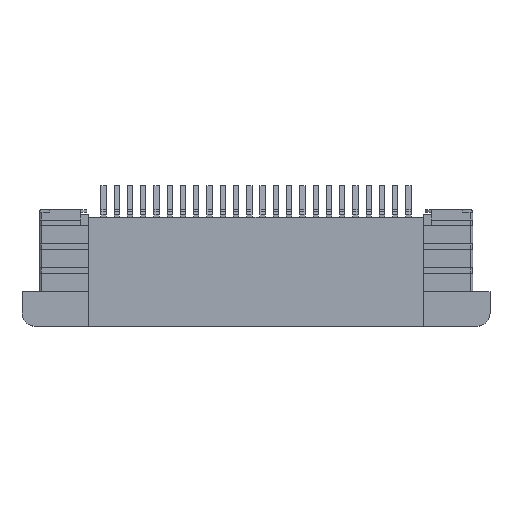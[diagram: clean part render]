
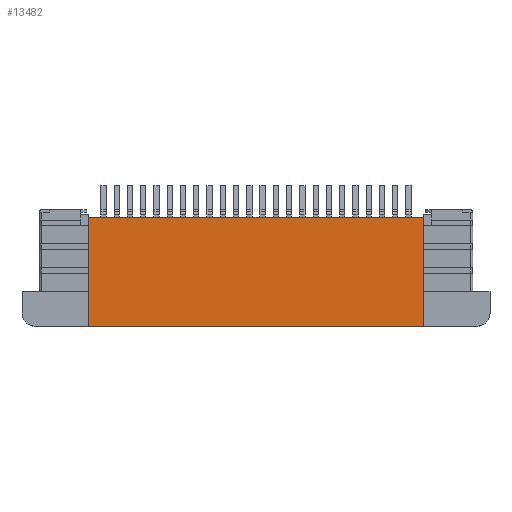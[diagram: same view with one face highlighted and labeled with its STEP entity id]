
A CAD part, top view. The second image highlights one B-rep face of the part: STEP entity #13482.
In plain terms, the highlighted planar face has unit normal (0, 0, 1).
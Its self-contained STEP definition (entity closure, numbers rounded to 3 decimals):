
#1121=FACE_OUTER_BOUND('',#1851,.T.);
#1851=EDGE_LOOP('',(#11289,#11290,#11291,#11292));
#3294=LINE('',#22010,#4826);
#3298=LINE('',#22019,#4830);
#3299=LINE('',#22020,#4831);
#3300=LINE('',#22021,#4832);
#4826=VECTOR('',#17519,1.);
#4830=VECTOR('',#17525,1.);
#4831=VECTOR('',#17526,1.);
#4832=VECTOR('',#17527,1.);
#6069=VERTEX_POINT('',#22008);
#6070=VERTEX_POINT('',#22009);
#6073=VERTEX_POINT('',#22017);
#6074=VERTEX_POINT('',#22018);
#7828=EDGE_CURVE('',#6069,#6070,#3294,.T.);
#7832=EDGE_CURVE('',#6073,#6074,#3298,.T.);
#7833=EDGE_CURVE('',#6069,#6073,#3299,.T.);
#7834=EDGE_CURVE('',#6074,#6070,#3300,.T.);
#11289=ORIENTED_EDGE('',*,*,#7832,.F.);
#11290=ORIENTED_EDGE('',*,*,#7833,.F.);
#11291=ORIENTED_EDGE('',*,*,#7828,.T.);
#11292=ORIENTED_EDGE('',*,*,#7834,.F.);
#12145=PLANE('',#14391);
#13482=ADVANCED_FACE('',(#1121),#12145,.T.);
#14391=AXIS2_PLACEMENT_3D('',#22016,#17523,#17524);
#17519=DIRECTION('',(0.,1.,0.));
#17523=DIRECTION('center_axis',(0.,0.,1.));
#17524=DIRECTION('ref_axis',(1.,0.,0.));
#17525=DIRECTION('',(0.,1.,0.));
#17526=DIRECTION('',(-1.,0.,0.));
#17527=DIRECTION('',(1.,0.,0.));
#22008=CARTESIAN_POINT('',(6.3,-3.918,2.01));
#22009=CARTESIAN_POINT('',(6.3,0.183,2.01));
#22010=CARTESIAN_POINT('',(6.3,-15.228,2.01));
#22016=CARTESIAN_POINT('Origin',(6.3,-15.228,2.01));
#22017=CARTESIAN_POINT('',(-6.3,-3.918,2.01));
#22018=CARTESIAN_POINT('',(-6.3,0.183,2.01));
#22019=CARTESIAN_POINT('',(-6.3,-15.228,2.01));
#22020=CARTESIAN_POINT('',(6.3,-3.918,2.01));
#22021=CARTESIAN_POINT('',(6.3,0.183,2.01));
